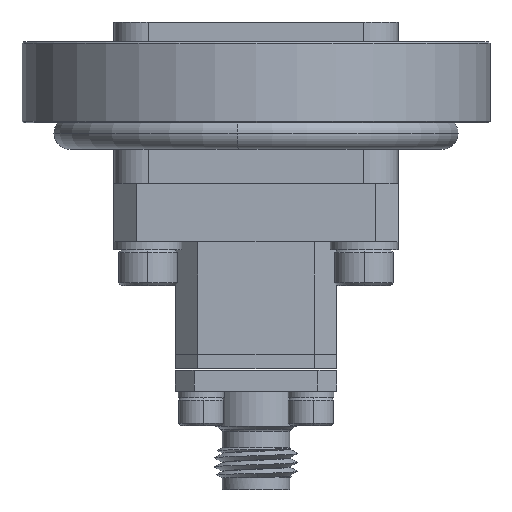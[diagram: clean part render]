
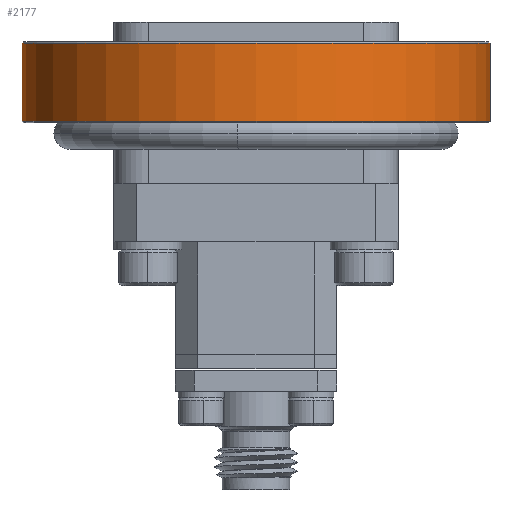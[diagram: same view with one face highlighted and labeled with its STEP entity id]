
A CAD part, left-side view. The second image highlights one B-rep face of the part: STEP entity #2177.
In plain terms, the highlighted cylindrical face has radius 18.415 mm (diameter 36.83 mm), a partial arc.
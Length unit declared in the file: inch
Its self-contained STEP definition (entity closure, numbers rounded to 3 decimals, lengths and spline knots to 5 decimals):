
#295 = VERTEX_POINT ( 'NONE', #10789 ) ;
#435 = CARTESIAN_POINT ( 'NONE',  ( -2.27175, 0.87694, 1.51493 ) ) ;
#796 = LINE ( 'NONE', #7658, #7698 ) ;
#1019 = CYLINDRICAL_SURFACE ( 'NONE', #5623, 0.725 ) ;
#1120 = EDGE_CURVE ( 'NONE', #295, #9849, #4215, .T. ) ;
#1370 = AXIS2_PLACEMENT_3D ( 'NONE', #435, #1420, #5812 ) ;
#1420 = DIRECTION ( 'NONE',  ( 0., 0., 1. ) ) ;
#2063 = VECTOR ( 'NONE', #9501, 39.37008 ) ;
#2177 = ADVANCED_FACE ( 'NONE', ( #5988 ), #1019, .T. ) ;
#2357 = CARTESIAN_POINT ( 'NONE',  ( -2.27175, 1.60194, 1.76193 ) ) ;
#3068 = DIRECTION ( 'NONE',  ( 0., -1., 0. ) ) ;
#3258 = CARTESIAN_POINT ( 'NONE',  ( -2.27175, 0.15194, 1.51493 ) ) ;
#3351 = CARTESIAN_POINT ( 'NONE',  ( -2.27175, 0.87694, 1.76193 ) ) ;
#4215 = CIRCLE ( 'NONE', #10047, 0.725 ) ;
#4280 = EDGE_CURVE ( 'NONE', #9849, #6693, #8677, .T. ) ;
#4326 = VERTEX_POINT ( 'NONE', #3258 ) ;
#5337 = ORIENTED_EDGE ( 'NONE', *, *, #4280, .T. ) ;
#5431 = EDGE_CURVE ( 'NONE', #295, #4326, #796, .T. ) ;
#5623 = AXIS2_PLACEMENT_3D ( 'NONE', #3351, #8593, #6902 ) ;
#5812 = DIRECTION ( 'NONE',  ( 0., -1., 0. ) ) ;
#5988 = FACE_OUTER_BOUND ( 'NONE', #8245, .T. ) ;
#6527 = ORIENTED_EDGE ( 'NONE', *, *, #5431, .F. ) ;
#6602 = DIRECTION ( 'NONE',  ( 0., 0., -1. ) ) ;
#6693 = VERTEX_POINT ( 'NONE', #8734 ) ;
#6824 = ORIENTED_EDGE ( 'NONE', *, *, #1120, .T. ) ;
#6902 = DIRECTION ( 'NONE',  ( 0., 1., 0. ) ) ;
#7046 = CARTESIAN_POINT ( 'NONE',  ( -2.27175, 1.60194, 1.75693 ) ) ;
#7580 = DIRECTION ( 'NONE',  ( 0., 0., -1. ) ) ;
#7658 = CARTESIAN_POINT ( 'NONE',  ( -2.27175, 0.15194, 1.76193 ) ) ;
#7698 = VECTOR ( 'NONE', #7580, 39.37008 ) ;
#8245 = EDGE_LOOP ( 'NONE', ( #6527, #6824, #5337, #10133 ) ) ;
#8588 = CIRCLE ( 'NONE', #1370, 0.725 ) ;
#8593 = DIRECTION ( 'NONE',  ( 0., 0., -1. ) ) ;
#8677 = LINE ( 'NONE', #2357, #2063 ) ;
#8734 = CARTESIAN_POINT ( 'NONE',  ( -2.27175, 1.60194, 1.51493 ) ) ;
#9501 = DIRECTION ( 'NONE',  ( 0., 0., -1. ) ) ;
#9590 = EDGE_CURVE ( 'NONE', #6693, #4326, #8588, .T. ) ;
#9849 = VERTEX_POINT ( 'NONE', #7046 ) ;
#10047 = AXIS2_PLACEMENT_3D ( 'NONE', #11022, #6602, #3068 ) ;
#10133 = ORIENTED_EDGE ( 'NONE', *, *, #9590, .T. ) ;
#10789 = CARTESIAN_POINT ( 'NONE',  ( -2.27175, 0.15194, 1.75693 ) ) ;
#11022 = CARTESIAN_POINT ( 'NONE',  ( -2.27175, 0.87694, 1.75693 ) ) ;
